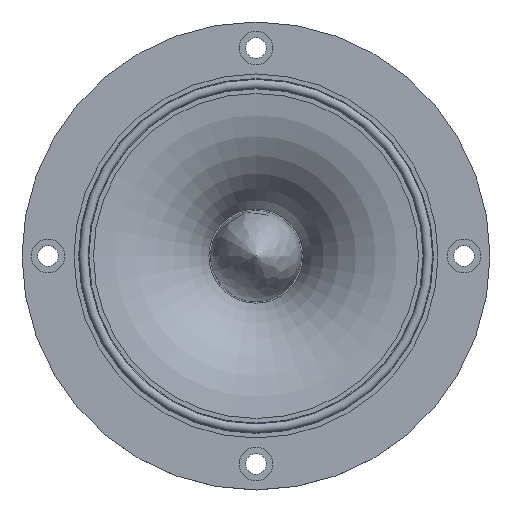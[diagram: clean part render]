
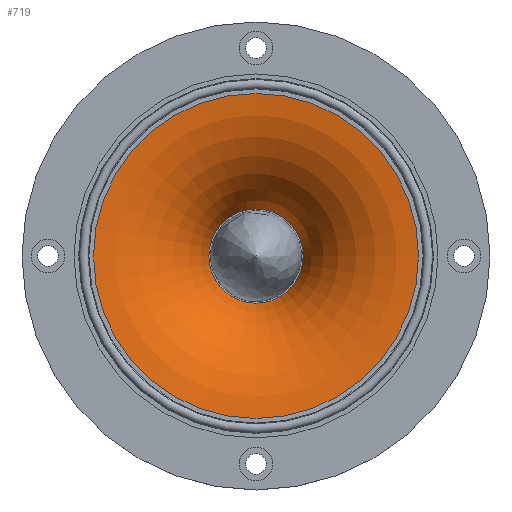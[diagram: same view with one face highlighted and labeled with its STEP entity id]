
A CAD part, top view. The second image highlights one B-rep face of the part: STEP entity #719.
In plain terms, the highlighted toroidal (fillet/blend) face has major radius 25.772 mm and minor radius 19.45 mm.
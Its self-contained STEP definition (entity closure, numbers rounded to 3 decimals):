
#193=FACE_OUTER_BOUND('',#248,.T.);
#248=EDGE_LOOP('',(#567,#568,#569,#570));
#326=CIRCLE('',#895,25.);
#327=CIRCLE('',#897,7.25);
#328=CIRCLE('',#898,19.45);
#388=VERTEX_POINT('',#1344);
#389=VERTEX_POINT('',#1348);
#453=EDGE_CURVE('',#388,#388,#326,.T.);
#455=EDGE_CURVE('',#389,#389,#327,.T.);
#456=EDGE_CURVE('',#389,#388,#328,.T.);
#567=ORIENTED_EDGE('',*,*,#455,.F.);
#568=ORIENTED_EDGE('',*,*,#456,.T.);
#569=ORIENTED_EDGE('',*,*,#453,.T.);
#570=ORIENTED_EDGE('',*,*,#456,.F.);
#695=TOROIDAL_SURFACE('',#896,25.772,19.45);
#719=ADVANCED_FACE('',(#193),#695,.T.);
#895=AXIS2_PLACEMENT_3D('',#1345,#1079,#1080);
#896=AXIS2_PLACEMENT_3D('',#1347,#1082,#1083);
#897=AXIS2_PLACEMENT_3D('',#1349,#1084,#1085);
#898=AXIS2_PLACEMENT_3D('',#1350,#1086,#1087);
#1079=DIRECTION('center_axis',(0.,0.,1.));
#1080=DIRECTION('ref_axis',(1.,0.,0.));
#1082=DIRECTION('center_axis',(0.,0.,1.));
#1083=DIRECTION('ref_axis',(1.,0.,0.));
#1084=DIRECTION('center_axis',(0.,0.,1.));
#1085=DIRECTION('ref_axis',(1.,0.,0.));
#1086=DIRECTION('center_axis',(0.,-1.,0.));
#1087=DIRECTION('ref_axis',(-1.,0.,0.));
#1344=CARTESIAN_POINT('',(-25.,0.,38.5));
#1345=CARTESIAN_POINT('Origin',(0.,0.,38.5));
#1347=CARTESIAN_POINT('Origin',(0.,0.,19.065));
#1348=CARTESIAN_POINT('',(-7.25,0.,25.));
#1349=CARTESIAN_POINT('Origin',(0.,0.,25.));
#1350=CARTESIAN_POINT('Origin',(-25.772,0.,
19.065));
